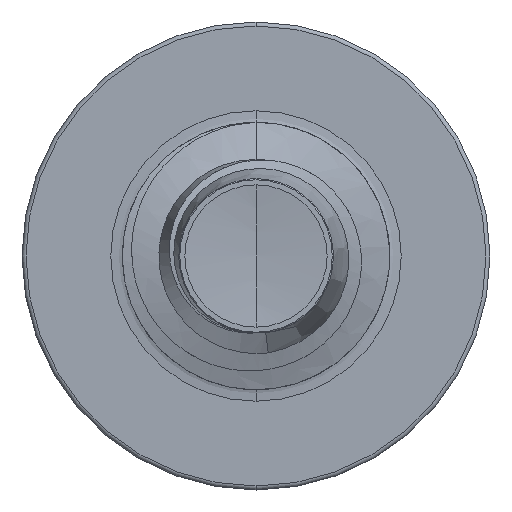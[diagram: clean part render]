
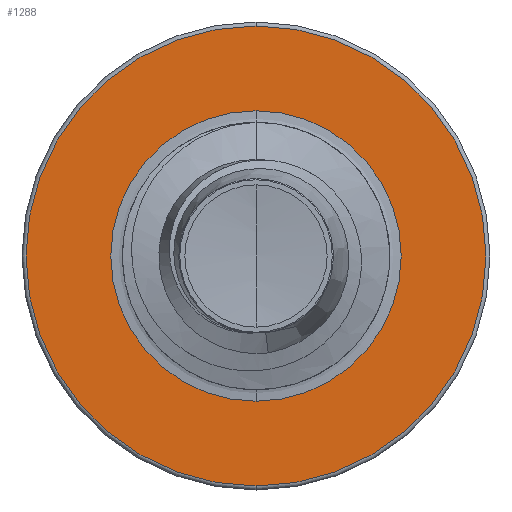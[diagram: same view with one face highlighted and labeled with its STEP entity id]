
A CAD part, front view. The second image highlights one B-rep face of the part: STEP entity #1288.
In plain terms, the highlighted planar face has unit normal (0, -1, 0).
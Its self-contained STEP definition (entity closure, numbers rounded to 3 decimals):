
#730 = AXIS2_PLACEMENT_3D ( 'NONE', #3071, #3052, #3035 ) ;
#796 = AXIS2_PLACEMENT_3D ( 'NONE', #6785, #6365, #6648 ) ;
#934 = AXIS2_PLACEMENT_3D ( 'NONE', #8668, #8656, #8651 ) ;
#1077 = CARTESIAN_POINT ( 'NONE',  ( 0., 3.5, -1.086 ) ) ;
#1288 = ADVANCED_FACE ( 'NONE', ( #2280, #8385 ), #6683, .F. ) ;
#1873 = AXIS2_PLACEMENT_3D ( 'NONE', #9540, #9535, #9519 ) ;
#2280 = FACE_OUTER_BOUND ( 'NONE', #6533, .T. ) ;
#3012 = CARTESIAN_POINT ( 'NONE',  ( 0., 3.5, -1.72 ) ) ;
#3026 = CIRCLE ( 'NONE', #1873, 1.086 ) ;
#3035 = DIRECTION ( 'NONE',  ( 0., 0., 1. ) ) ;
#3052 = DIRECTION ( 'NONE',  ( 0., 1., 0. ) ) ;
#3071 = CARTESIAN_POINT ( 'NONE',  ( 0., 3.5, 0. ) ) ;
#4037 = VERTEX_POINT ( 'NONE', #1077 ) ;
#4172 = CARTESIAN_POINT ( 'NONE',  ( 0., 3.5, 1.72 ) ) ;
#4657 = CIRCLE ( 'NONE', #8722, 1.72 ) ;
#4998 = CIRCLE ( 'NONE', #730, 1.72 ) ;
#5962 = ORIENTED_EDGE ( 'NONE', *, *, #10110, .F. ) ;
#6365 = DIRECTION ( 'NONE',  ( 0., 1., 0. ) ) ;
#6533 = EDGE_LOOP ( 'NONE', ( #10054, #5962 ) ) ;
#6648 = DIRECTION ( 'NONE',  ( 0., 0., 1. ) ) ;
#6683 = PLANE ( 'NONE',  #796 ) ;
#6785 = CARTESIAN_POINT ( 'NONE',  ( 0., 3.5, -1.086 ) ) ;
#6802 = DIRECTION ( 'NONE',  ( 0., 0., 1. ) ) ;
#6808 = DIRECTION ( 'NONE',  ( 0., 1., 0. ) ) ;
#6815 = CARTESIAN_POINT ( 'NONE',  ( 0., 3.5, 0. ) ) ;
#6948 = EDGE_LOOP ( 'NONE', ( #10251, #11848 ) ) ;
#8385 = FACE_BOUND ( 'NONE', #6948, .T. ) ;
#8651 = DIRECTION ( 'NONE',  ( 0., 0., 1. ) ) ;
#8656 = DIRECTION ( 'NONE',  ( 0., 1., 0. ) ) ;
#8668 = CARTESIAN_POINT ( 'NONE',  ( 0., 3.5, 0. ) ) ;
#8722 = AXIS2_PLACEMENT_3D ( 'NONE', #6815, #6808, #6802 ) ;
#8920 = VERTEX_POINT ( 'NONE', #4172 ) ;
#9491 = VERTEX_POINT ( 'NONE', #3012 ) ;
#9519 = DIRECTION ( 'NONE',  ( 0., 0., 1. ) ) ;
#9535 = DIRECTION ( 'NONE',  ( 0., 1., 0. ) ) ;
#9540 = CARTESIAN_POINT ( 'NONE',  ( 0., 3.5, 0. ) ) ;
#9664 = VERTEX_POINT ( 'NONE', #10207 ) ;
#10054 = ORIENTED_EDGE ( 'NONE', *, *, #11204, .F. ) ;
#10110 = EDGE_CURVE ( 'NONE', #9491, #8920, #4657, .T. ) ;
#10207 = CARTESIAN_POINT ( 'NONE',  ( 0., 3.5, 1.086 ) ) ;
#10248 = EDGE_CURVE ( 'NONE', #4037, #9664, #3026, .T. ) ;
#10251 = ORIENTED_EDGE ( 'NONE', *, *, #10975, .T. ) ;
#10846 = CIRCLE ( 'NONE', #934, 1.086 ) ;
#10975 = EDGE_CURVE ( 'NONE', #9664, #4037, #10846, .T. ) ;
#11204 = EDGE_CURVE ( 'NONE', #8920, #9491, #4998, .T. ) ;
#11848 = ORIENTED_EDGE ( 'NONE', *, *, #10248, .T. ) ;
